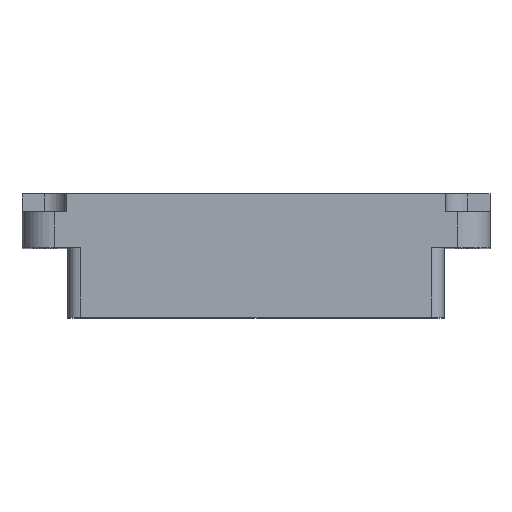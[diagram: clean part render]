
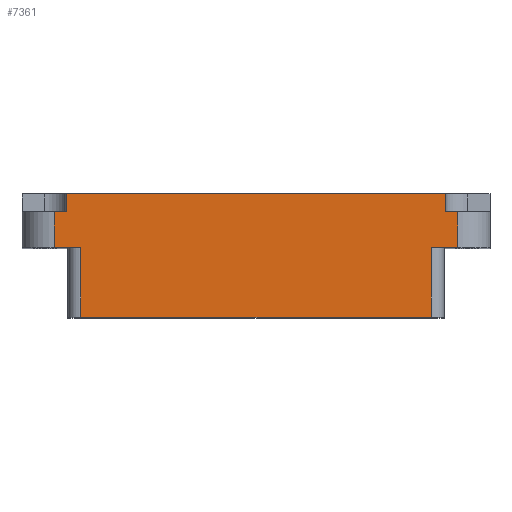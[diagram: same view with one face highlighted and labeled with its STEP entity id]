
A CAD part, top view. The second image highlights one B-rep face of the part: STEP entity #7361.
In plain terms, the highlighted planar face has unit normal (0, 0, 1).
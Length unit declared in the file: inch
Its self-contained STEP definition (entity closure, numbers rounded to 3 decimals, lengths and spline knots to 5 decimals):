
#409=PLANE('',#8020);
#920=FACE_OUTER_BOUND('',#1428,.T.);
#1428=EDGE_LOOP('',(#6822,#6823,#6824,#6825,#6826,#6827,#6828,#6829,#6830,
#6831,#6832,#6833));
#1513=LINE('',#10267,#2273);
#1927=LINE('',#11303,#2687);
#1930=LINE('',#11310,#2690);
#1948=LINE('',#11348,#2708);
#1950=LINE('',#11356,#2710);
#1965=LINE('',#11400,#2725);
#2198=LINE('',#12121,#2958);
#2204=LINE('',#12146,#2964);
#2208=LINE('',#12158,#2968);
#2209=LINE('',#12160,#2969);
#2210=LINE('',#12161,#2970);
#2211=LINE('',#12162,#2971);
#2273=VECTOR('',#8195,0.3937);
#2687=VECTOR('',#9187,0.3937);
#2690=VECTOR('',#9194,0.3937);
#2708=VECTOR('',#9222,0.3937);
#2710=VECTOR('',#9232,0.3937);
#2725=VECTOR('',#9279,0.3937);
#2958=VECTOR('',#10024,0.3937);
#2964=VECTOR('',#10050,0.3937);
#2968=VECTOR('',#10064,0.3937);
#2969=VECTOR('',#10067,0.3937);
#2970=VECTOR('',#10068,0.3937);
#2971=VECTOR('',#10069,0.3937);
#3305=VERTEX_POINT('',#10264);
#3306=VERTEX_POINT('',#10266);
#3639=VERTEX_POINT('',#11302);
#3641=VERTEX_POINT('',#11307);
#3656=VERTEX_POINT('',#11346);
#3658=VERTEX_POINT('',#11354);
#3671=VERTEX_POINT('',#11398);
#3903=VERTEX_POINT('',#12120);
#3911=VERTEX_POINT('',#12143);
#3912=VERTEX_POINT('',#12145);
#3914=VERTEX_POINT('',#12154);
#3915=VERTEX_POINT('',#12156);
#4005=EDGE_CURVE('',#3305,#3306,#1513,.T.);
#4511=EDGE_CURVE('',#3639,#3306,#1927,.T.);
#4515=EDGE_CURVE('',#3641,#3639,#1930,.T.);
#4534=EDGE_CURVE('',#3305,#3656,#1948,.T.);
#4538=EDGE_CURVE('',#3656,#3658,#1950,.T.);
#4560=EDGE_CURVE('',#3671,#3658,#1965,.T.);
#4913=EDGE_CURVE('',#3641,#3903,#2198,.T.);
#4925=EDGE_CURVE('',#3911,#3912,#2204,.T.);
#4932=EDGE_CURVE('',#3915,#3914,#2208,.T.);
#4933=EDGE_CURVE('',#3671,#3912,#2209,.T.);
#4934=EDGE_CURVE('',#3911,#3914,#2210,.T.);
#4935=EDGE_CURVE('',#3915,#3903,#2211,.T.);
#6822=ORIENTED_EDGE('',*,*,#4511,.T.);
#6823=ORIENTED_EDGE('',*,*,#4005,.F.);
#6824=ORIENTED_EDGE('',*,*,#4534,.T.);
#6825=ORIENTED_EDGE('',*,*,#4538,.T.);
#6826=ORIENTED_EDGE('',*,*,#4560,.F.);
#6827=ORIENTED_EDGE('',*,*,#4933,.T.);
#6828=ORIENTED_EDGE('',*,*,#4925,.F.);
#6829=ORIENTED_EDGE('',*,*,#4934,.T.);
#6830=ORIENTED_EDGE('',*,*,#4932,.F.);
#6831=ORIENTED_EDGE('',*,*,#4935,.T.);
#6832=ORIENTED_EDGE('',*,*,#4913,.F.);
#6833=ORIENTED_EDGE('',*,*,#4515,.T.);
#7361=ADVANCED_FACE('',(#920),#409,.T.);
#8020=AXIS2_PLACEMENT_3D('',#12159,#10065,#10066);
#8195=DIRECTION('',(1.,0.,0.));
#9187=DIRECTION('',(0.,1.,0.));
#9194=DIRECTION('',(-1.,0.,0.));
#9222=DIRECTION('',(0.,-1.,0.));
#9232=DIRECTION('',(-1.,0.,0.));
#9279=DIRECTION('',(0.,1.,0.));
#10024=DIRECTION('',(0.,-1.,0.));
#10050=DIRECTION('',(0.,1.,0.));
#10064=DIRECTION('',(0.,-1.,0.));
#10065=DIRECTION('center_axis',(0.,0.,1.));
#10066=DIRECTION('ref_axis',(1.,0.,0.));
#10067=DIRECTION('',(1.,0.,0.));
#10068=DIRECTION('',(1.,0.,0.));
#10069=DIRECTION('',(1.,0.,0.));
#10264=CARTESIAN_POINT('',(0.26271,0.86,4.50533));
#10266=CARTESIAN_POINT('',(2.89871,0.86,4.50533));
#10267=CARTESIAN_POINT('',(-0.04929,0.86,4.50533));
#11302=CARTESIAN_POINT('',(2.89871,0.735,4.50533));
#11303=CARTESIAN_POINT('',(2.89871,0.43,4.50533));
#11307=CARTESIAN_POINT('',(2.98471,0.735,4.50533));
#11310=CARTESIAN_POINT('',(1.66271,0.735,4.50533));
#11346=CARTESIAN_POINT('',(0.26271,0.735,4.50533));
#11348=CARTESIAN_POINT('',(0.26271,0.43,4.50533));
#11354=CARTESIAN_POINT('',(0.17671,0.735,4.50533));
#11356=CARTESIAN_POINT('',(0.18871,0.735,4.50533));
#11398=CARTESIAN_POINT('',(0.17671,0.485,4.50533));
#11400=CARTESIAN_POINT('',(0.17671,0.2425,4.50533));
#12120=CARTESIAN_POINT('',(2.98471,0.485,4.50533));
#12121=CARTESIAN_POINT('',(2.98471,0.2425,4.50533));
#12143=CARTESIAN_POINT('',(0.36071,0.,4.50533));
#12145=CARTESIAN_POINT('',(0.36071,0.485,4.50533));
#12146=CARTESIAN_POINT('',(0.36071,0.,4.50533));
#12154=CARTESIAN_POINT('',(2.80071,0.,4.50533));
#12156=CARTESIAN_POINT('',(2.80071,0.485,4.50533));
#12158=CARTESIAN_POINT('',(2.80071,0.,4.50533));
#12159=CARTESIAN_POINT('Origin',(0.27071,0.,4.50533));
#12160=CARTESIAN_POINT('',(-0.04929,0.485,4.50533));
#12161=CARTESIAN_POINT('',(0.27071,0.,4.50533));
#12162=CARTESIAN_POINT('',(-0.04929,0.485,4.50533));
